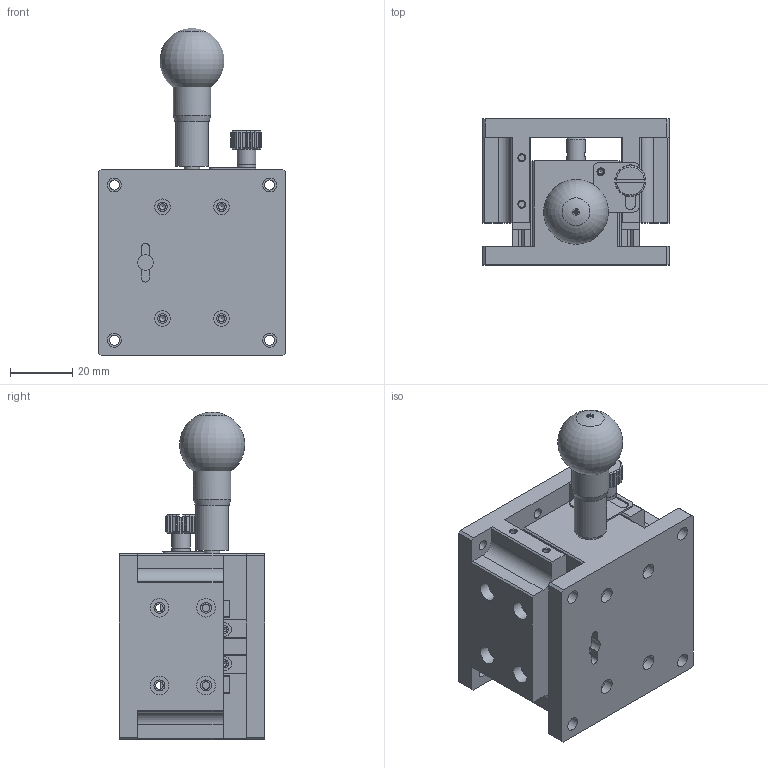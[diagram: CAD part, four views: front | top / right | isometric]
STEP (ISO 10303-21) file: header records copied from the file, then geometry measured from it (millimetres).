
FILE_DESCRIPTION (( 'STEP AP203' ), '1' );
FILE_NAME ('528867.STEP', '2024-10-17T08:30:26', ( 'Windows User' ), ( 'P R C' ), 'SwSTEP 2.0', 'SolidWorks 2020', '' );
FILE_SCHEMA (( 'CONFIG_CONTROL_DESIGN' ));
Products named in the file (1): 528867
Bounding box: 60 x 47 x 105.49 mm (x, y, z)
Volume: 116273 mm3; surface area: 46533.3 mm2
Topology: 3 solids, 4 shells, 2481 faces, 5267 edges, 2871 vertices
Faces by surface type: bspline 1441, cylinder 563, plane 329, cone 147, torus 1
Full cylindrical faces by diameter (mm): 1.567 x10, 2 x1, 2.013 x16, 2.459 x10, 2.5 x10, 3 x13, 3.242 x9, 3.5 x8, 4 x1, 4.4 x16, 4.5 x4, 5 x15, 5.96 x4, 6 x8, 9 x1, 9.5 x1, 10.5 x1, 12.034 x1
Entity records: 90210 total; most frequent: CARTESIAN_POINT 54388, ORIENTED_EDGE 10086, EDGE_CURVE 5043, DIRECTION 3888, VERTEX_POINT 2823, EDGE_LOOP 2786, FACE_OUTER_BOUND 2610, ADVANCED_FACE 2481
